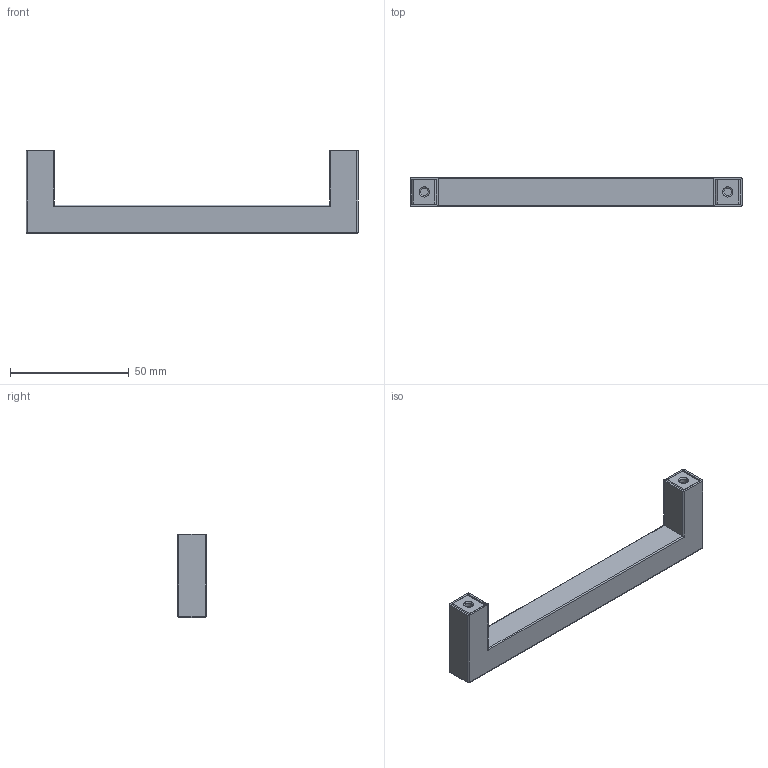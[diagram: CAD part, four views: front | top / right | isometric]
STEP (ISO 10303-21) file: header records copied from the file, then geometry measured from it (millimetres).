
FILE_DESCRIPTION(('Creo Elements/Direct Modeling STEP Export'),'2;1');
FILE_NAME('2387H-140.stp','2021-01-13T11:55:12',(''),(''),'Creo Elements/Direct Modeling STEP processor for AP214 (Solid Model)','Creo Elements/Direct Modeling 20.0 12-Nov-2016 (C) Parametric Technology GmbH','');
FILE_SCHEMA(('AUTOMOTIVE_DESIGN { 1 0 10303 214 1 1 1 1 }'));
Length unit declared in the file: millimetre
Products named in the file (4): Stoppel.1; Stoppel; Formrohr; NI-10014.1.1.1
Assembly tree (3 placements, depth 2):
  NI-10014.1.1.1
    Formrohr
    Stoppel
    Stoppel.1
Bounding box: 140 x 12 x 35 mm (x, y, z)
Volume: 7106.7 mm3; surface area: 17912.1 mm2
Topology: 3 solids, 3 shells, 134 faces, 358 edges, 228 vertices
Faces by surface type: plane 64, cylinder 58, torus 8, sphere 4
Entity records: 4183 total; most frequent: DIRECTION 710, ORIENTED_EDGE 708, CARTESIAN_POINT 696, EDGE_CURVE 354, AXIS2_PLACEMENT_3D 242, VERTEX_POINT 228, VECTOR 226, LINE 226
